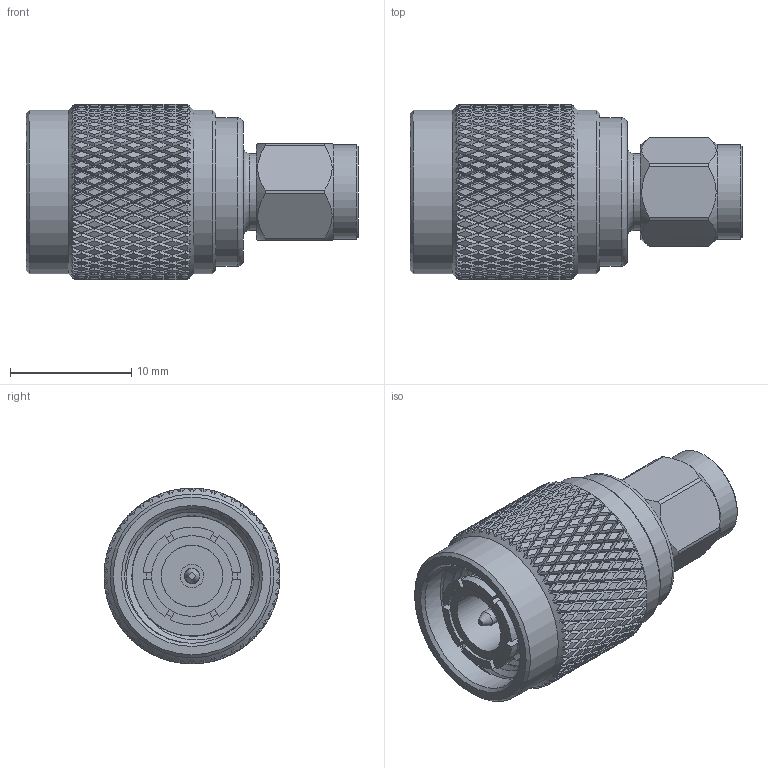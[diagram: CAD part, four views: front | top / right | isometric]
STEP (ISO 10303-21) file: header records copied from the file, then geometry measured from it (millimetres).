
FILE_DESCRIPTION (( 'STEP AP203' ), '1' );
FILE_NAME ('PE9076_3D.step', '2022-04-20T14:57:29', ( '' ), ( '' ), 'SwSTEP 2.0', 'SolidWorks 2021', '' );
FILE_SCHEMA (( 'CONFIG_CONTROL_DESIGN' ));
Products named in the file (1): PE9076_3D
Bounding box: 27.4 x 14.5 x 14.5 mm (x, y, z)
Volume: 2515.2 mm3; surface area: 2573.2 mm2
Topology: 1 solids, 1 shells, 2625 faces, 5580 edges, 2970 vertices
Faces by surface type: bspline 2007, cylinder 551, plane 46, cone 19, torus 2
Full cylindrical faces by diameter (mm): 0.94 x1, 1.194 x1, 1.27 x1, 1.905 x1, 4.445 x1, 5.08 x1, 6.35 x7, 6.604 x1, 7.569 x1, 7.762 x1, 11.113 x6, 12.268 x1, 13.513 x2
Entity records: 102229 total; most frequent: CARTESIAN_POINT 68892, ORIENTED_EDGE 11038, EDGE_CURVE 5519, VERTEX_POINT 2950, EDGE_LOOP 2655, FACE_OUTER_BOUND 2631, ADVANCED_FACE 2613, B_SPLINE_CURVE_WITH_KNOTS 2302
